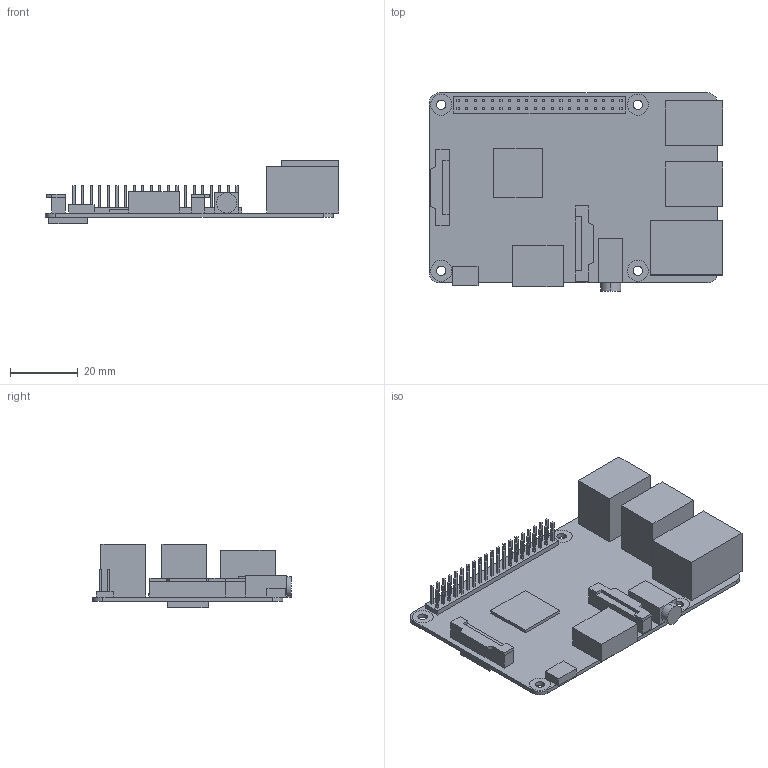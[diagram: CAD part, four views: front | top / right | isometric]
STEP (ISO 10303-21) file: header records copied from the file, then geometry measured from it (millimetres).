
FILE_DESCRIPTION (( 'STEP AP203' ), '1' );
FILE_NAME ('Raspberry Pi (V.1.2) B+.STEP', '2016-04-01T14:16:30', ( '' ), ( '' ), 'SwSTEP 2.0', 'SolidWorks 2016', '' );
FILE_SCHEMA (( 'CONFIG_CONTROL_DESIGN' ));
Length unit declared in the file: millimetre
Products named in the file (1): Raspberry Pi (V.1.2) B+
Bounding box: 86.5 x 58.5 x 18.8 mm (x, y, z)
Volume: 17159 mm3; surface area: 23543.6 mm2
Topology: 18 solids, 18 shells, 364 faces, 844 edges, 564 vertices
Faces by surface type: plane 350, cylinder 14
Entity records: 10215 total; most frequent: CARTESIAN_POINT 1773, ORIENTED_EDGE 1688, DIRECTION 1610, EDGE_CURVE 844, LINE 808, VECTOR 808, VERTEX_POINT 564, EDGE_LOOP 420
